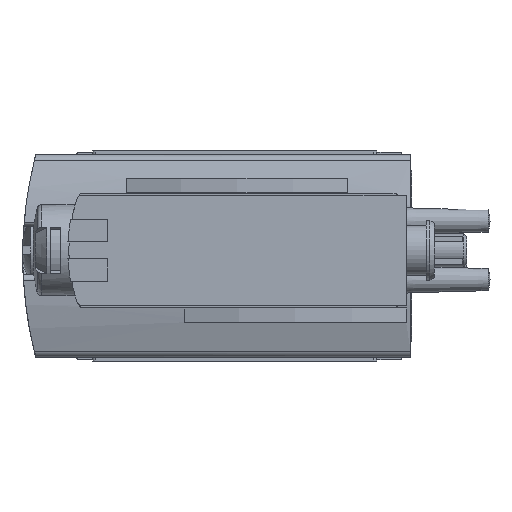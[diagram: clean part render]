
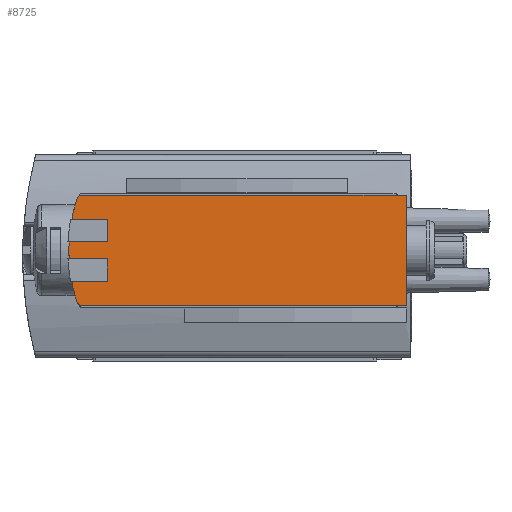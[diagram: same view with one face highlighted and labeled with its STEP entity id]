
A CAD part, left-side view. The second image highlights one B-rep face of the part: STEP entity #8725.
In plain terms, the highlighted face is planar.
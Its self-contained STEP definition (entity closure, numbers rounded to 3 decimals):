
#147=PLANE('',#9384);
#459=CIRCLE('',#9307,15.);
#461=CIRCLE('',#9309,15.);
#463=CIRCLE('',#9311,15.);
#502=CIRCLE('',#9385,0.5);
#503=CIRCLE('',#9386,0.5);
#1034=LINE('',#13615,#1743);
#1035=LINE('',#13617,#1744);
#1036=LINE('',#13619,#1745);
#1037=LINE('',#13620,#1746);
#1038=LINE('',#13622,#1747);
#1039=LINE('',#13624,#1748);
#1040=LINE('',#13627,#1749);
#1041=LINE('',#13629,#1750);
#1042=LINE('',#13631,#1751);
#1743=VECTOR('',#10633,1000.);
#1744=VECTOR('',#10634,1000.);
#1745=VECTOR('',#10635,1000.);
#1746=VECTOR('',#10636,1000.);
#1747=VECTOR('',#10637,1000.);
#1748=VECTOR('',#10638,1000.);
#1749=VECTOR('',#10641,1000.);
#1750=VECTOR('',#10642,1000.);
#1751=VECTOR('',#10643,1000.);
#2592=ORIENTED_EDGE('',*,*,#5085,.F.);
#2593=ORIENTED_EDGE('',*,*,#5086,.F.);
#2594=ORIENTED_EDGE('',*,*,#5087,.F.);
#2595=ORIENTED_EDGE('',*,*,#4930,.F.);
#2596=ORIENTED_EDGE('',*,*,#5088,.F.);
#2597=ORIENTED_EDGE('',*,*,#5089,.F.);
#2598=ORIENTED_EDGE('',*,*,#5090,.F.);
#2599=ORIENTED_EDGE('',*,*,#4926,.F.);
#2600=ORIENTED_EDGE('',*,*,#5091,.F.);
#2601=ORIENTED_EDGE('',*,*,#5092,.F.);
#2602=ORIENTED_EDGE('',*,*,#5093,.F.);
#2603=ORIENTED_EDGE('',*,*,#5094,.F.);
#2604=ORIENTED_EDGE('',*,*,#5095,.F.);
#2605=ORIENTED_EDGE('',*,*,#4922,.F.);
#4922=EDGE_CURVE('',#6188,#6190,#459,.T.);
#4926=EDGE_CURVE('',#6193,#6194,#461,.T.);
#4930=EDGE_CURVE('',#6197,#6198,#463,.T.);
#5085=EDGE_CURVE('',#6321,#6188,#1034,.T.);
#5086=EDGE_CURVE('',#6322,#6321,#1035,.T.);
#5087=EDGE_CURVE('',#6198,#6322,#1036,.T.);
#5088=EDGE_CURVE('',#6323,#6197,#1037,.T.);
#5089=EDGE_CURVE('',#6324,#6323,#1038,.T.);
#5090=EDGE_CURVE('',#6194,#6324,#1039,.T.);
#5091=EDGE_CURVE('',#6325,#6193,#502,.T.);
#5092=EDGE_CURVE('',#6326,#6325,#1040,.T.);
#5093=EDGE_CURVE('',#6327,#6326,#1041,.T.);
#5094=EDGE_CURVE('',#6328,#6327,#1042,.T.);
#5095=EDGE_CURVE('',#6190,#6328,#503,.T.);
#6188=VERTEX_POINT('',#13261);
#6190=VERTEX_POINT('',#13264);
#6193=VERTEX_POINT('',#13270);
#6194=VERTEX_POINT('',#13272);
#6197=VERTEX_POINT('',#13278);
#6198=VERTEX_POINT('',#13280);
#6321=VERTEX_POINT('',#13616);
#6322=VERTEX_POINT('',#13618);
#6323=VERTEX_POINT('',#13621);
#6324=VERTEX_POINT('',#13623);
#6325=VERTEX_POINT('',#13626);
#6326=VERTEX_POINT('',#13628);
#6327=VERTEX_POINT('',#13630);
#6328=VERTEX_POINT('',#13632);
#7133=EDGE_LOOP('',(#2592,#2593,#2594,#2595,#2596,#2597,#2598,#2599,#2600,
#2601,#2602,#2603,#2604,#2605));
#7861=FACE_BOUND('',#7133,.T.);
#8725=ADVANCED_FACE('',(#7861),#147,.F.);
#9307=AXIS2_PLACEMENT_3D('',#13263,#10372,#10373);
#9309=AXIS2_PLACEMENT_3D('',#13271,#10378,#10379);
#9311=AXIS2_PLACEMENT_3D('',#13279,#10384,#10385);
#9384=AXIS2_PLACEMENT_3D('',#13614,#10631,#10632);
#9385=AXIS2_PLACEMENT_3D('',#13625,#10639,#10640);
#9386=AXIS2_PLACEMENT_3D('',#13633,#10644,#10645);
#10372=DIRECTION('',(0.,0.,1.));
#10373=DIRECTION('',(1.,0.,0.));
#10378=DIRECTION('',(0.,0.,1.));
#10379=DIRECTION('',(1.,0.,0.));
#10384=DIRECTION('',(0.,0.,1.));
#10385=DIRECTION('',(1.,0.,0.));
#10631=DIRECTION('',(0.,0.,1.));
#10632=DIRECTION('',(1.,0.,0.));
#10633=DIRECTION('',(0.,1.,0.));
#10634=DIRECTION('',(-1.,0.,0.));
#10635=DIRECTION('',(0.,-1.,0.));
#10636=DIRECTION('',(0.,1.,0.));
#10637=DIRECTION('',(-1.,0.,0.));
#10638=DIRECTION('',(0.,-1.,0.));
#10639=DIRECTION('',(0.,0.,1.));
#10640=DIRECTION('',(1.,0.,0.));
#10641=DIRECTION('',(0.,1.,0.));
#10642=DIRECTION('',(1.,0.,0.));
#10643=DIRECTION('',(0.,-1.,0.));
#10644=DIRECTION('',(0.,0.,1.));
#10645=DIRECTION('',(1.,0.,0.));
#13261=CARTESIAN_POINT('',(-2.75,30.146,-23.15));
#13263=CARTESIAN_POINT('',(0.,15.4,-23.15));
#13264=CARTESIAN_POINT('',(-4.552,29.693,-23.15));
#13270=CARTESIAN_POINT('',(4.552,29.693,-23.15));
#13271=CARTESIAN_POINT('',(0.,15.4,-23.15));
#13272=CARTESIAN_POINT('',(2.75,30.146,-23.15));
#13278=CARTESIAN_POINT('',(0.75,30.381,-23.15));
#13279=CARTESIAN_POINT('',(0.,15.4,-23.15));
#13280=CARTESIAN_POINT('',(-0.75,30.381,-23.15));
#13614=CARTESIAN_POINT('',(-4.4,29.216,-23.15));
#13615=CARTESIAN_POINT('',(-2.75,29.216,-23.15));
#13616=CARTESIAN_POINT('',(-2.75,27.,-23.15));
#13617=CARTESIAN_POINT('',(-4.4,27.,-23.15));
#13618=CARTESIAN_POINT('',(-0.75,27.,-23.15));
#13619=CARTESIAN_POINT('',(-0.75,29.216,-23.15));
#13620=CARTESIAN_POINT('',(0.75,29.216,-23.15));
#13621=CARTESIAN_POINT('',(0.75,27.,-23.15));
#13622=CARTESIAN_POINT('',(-4.4,27.,-23.15));
#13623=CARTESIAN_POINT('',(2.75,27.,-23.15));
#13624=CARTESIAN_POINT('',(2.75,29.216,-23.15));
#13625=CARTESIAN_POINT('',(4.4,29.216,-23.15));
#13626=CARTESIAN_POINT('',(4.9,29.216,-23.15));
#13627=CARTESIAN_POINT('',(4.9,0.,-23.15));
#13628=CARTESIAN_POINT('',(4.9,0.4,-23.15));
#13629=CARTESIAN_POINT('',(-4.4,0.4,-23.15));
#13630=CARTESIAN_POINT('',(-4.9,0.4,-23.15));
#13631=CARTESIAN_POINT('',(-4.9,29.216,-23.15));
#13632=CARTESIAN_POINT('',(-4.9,29.216,-23.15));
#13633=CARTESIAN_POINT('',(-4.4,29.216,-23.15));
